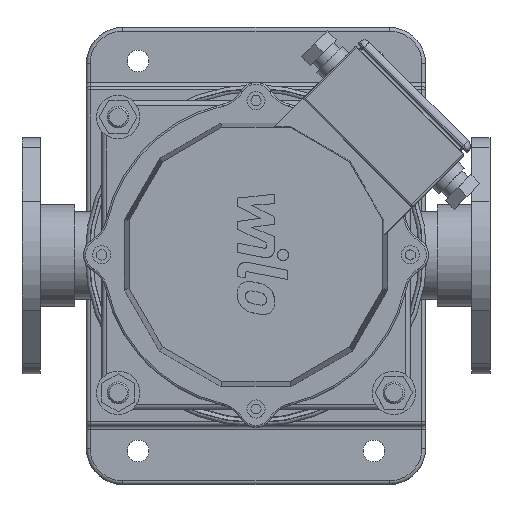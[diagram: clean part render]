
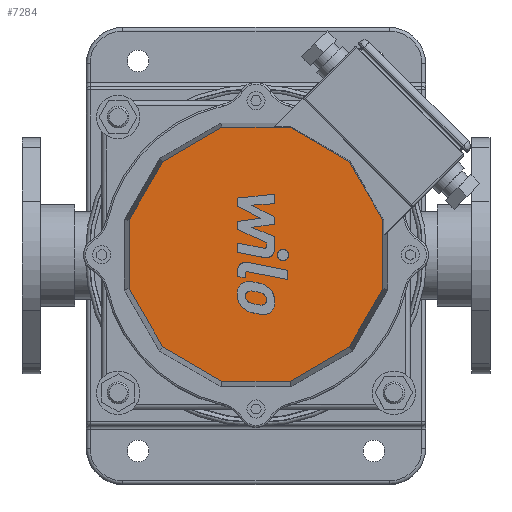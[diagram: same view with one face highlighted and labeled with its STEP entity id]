
A CAD part, top view. The second image highlights one B-rep face of the part: STEP entity #7284.
In plain terms, the highlighted planar face has unit normal (0, 0, 1).
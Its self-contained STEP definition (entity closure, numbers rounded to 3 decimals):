
#395=LINE('',#12444,#995);
#399=LINE('',#12451,#999);
#401=LINE('',#12455,#1001);
#471=LINE('',#13205,#1071);
#472=LINE('',#13207,#1072);
#473=LINE('',#13209,#1073);
#474=LINE('',#13211,#1074);
#475=LINE('',#13213,#1075);
#476=LINE('',#13214,#1076);
#477=LINE('',#13216,#1077);
#478=LINE('',#13218,#1078);
#479=LINE('',#13219,#1079);
#995=VECTOR('',#9348,10.);
#999=VECTOR('',#9354,10.);
#1001=VECTOR('',#9358,10.);
#1071=VECTOR('',#9796,10.);
#1072=VECTOR('',#9797,10.);
#1073=VECTOR('',#9798,10.);
#1074=VECTOR('',#9799,10.);
#1075=VECTOR('',#9800,10.);
#1076=VECTOR('',#9801,10.);
#1077=VECTOR('',#9802,10.);
#1078=VECTOR('',#9803,10.);
#1079=VECTOR('',#9804,10.);
#2002=FACE_OUTER_BOUND('',#2546,.T.);
#2546=EDGE_LOOP('',(#6164,#6165,#6166,#6167,#6168,#6169,#6170,#6171,#6172,
#6173,#6174,#6175));
#3410=VERTEX_POINT('',#12441);
#3411=VERTEX_POINT('',#12443);
#3413=VERTEX_POINT('',#12449);
#3414=VERTEX_POINT('',#12453);
#3545=VERTEX_POINT('',#13203);
#3546=VERTEX_POINT('',#13204);
#3547=VERTEX_POINT('',#13206);
#3548=VERTEX_POINT('',#13208);
#3549=VERTEX_POINT('',#13210);
#3550=VERTEX_POINT('',#13212);
#3551=VERTEX_POINT('',#13215);
#3552=VERTEX_POINT('',#13217);
#4257=EDGE_CURVE('',#3410,#3411,#395,.T.);
#4261=EDGE_CURVE('',#3413,#3410,#399,.T.);
#4263=EDGE_CURVE('',#3414,#3413,#401,.T.);
#4463=EDGE_CURVE('',#3545,#3546,#471,.T.);
#4464=EDGE_CURVE('',#3547,#3545,#472,.T.);
#4465=EDGE_CURVE('',#3548,#3547,#473,.T.);
#4466=EDGE_CURVE('',#3549,#3548,#474,.T.);
#4467=EDGE_CURVE('',#3550,#3549,#475,.T.);
#4468=EDGE_CURVE('',#3411,#3550,#476,.T.);
#4469=EDGE_CURVE('',#3551,#3414,#477,.T.);
#4470=EDGE_CURVE('',#3552,#3551,#478,.T.);
#4471=EDGE_CURVE('',#3546,#3552,#479,.T.);
#6164=ORIENTED_EDGE('',*,*,#4463,.F.);
#6165=ORIENTED_EDGE('',*,*,#4464,.F.);
#6166=ORIENTED_EDGE('',*,*,#4465,.F.);
#6167=ORIENTED_EDGE('',*,*,#4466,.F.);
#6168=ORIENTED_EDGE('',*,*,#4467,.F.);
#6169=ORIENTED_EDGE('',*,*,#4468,.F.);
#6170=ORIENTED_EDGE('',*,*,#4257,.F.);
#6171=ORIENTED_EDGE('',*,*,#4261,.F.);
#6172=ORIENTED_EDGE('',*,*,#4263,.F.);
#6173=ORIENTED_EDGE('',*,*,#4469,.F.);
#6174=ORIENTED_EDGE('',*,*,#4470,.F.);
#6175=ORIENTED_EDGE('',*,*,#4471,.F.);
#6853=PLANE('',#8032);
#7284=ADVANCED_FACE('',(#2002),#6853,.T.);
#8032=AXIS2_PLACEMENT_3D('',#13202,#9794,#9795);
#9348=DIRECTION('',(0.,-1.,0.));
#9354=DIRECTION('',(0.5,-0.866,0.));
#9358=DIRECTION('',(0.866,-0.5,0.));
#9794=DIRECTION('center_axis',(0.,0.,1.));
#9795=DIRECTION('ref_axis',(1.,0.,0.));
#9796=DIRECTION('',(0.,1.,0.));
#9797=DIRECTION('',(-0.5,0.866,0.));
#9798=DIRECTION('',(-0.866,0.5,0.));
#9799=DIRECTION('',(-1.,0.,0.));
#9800=DIRECTION('',(-0.866,-0.5,0.));
#9801=DIRECTION('',(-0.5,-0.866,0.));
#9802=DIRECTION('',(1.,0.,0.));
#9803=DIRECTION('',(0.866,0.5,0.));
#9804=DIRECTION('',(0.5,0.866,0.));
#12441=CARTESIAN_POINT('',(70.,18.756,545.));
#12443=CARTESIAN_POINT('',(70.,-18.756,545.));
#12444=CARTESIAN_POINT('',(70.,18.756,545.));
#12449=CARTESIAN_POINT('',(51.244,51.244,545.));
#12451=CARTESIAN_POINT('',(51.244,51.244,545.));
#12453=CARTESIAN_POINT('',(18.756,70.,545.));
#12455=CARTESIAN_POINT('',(18.756,70.,545.));
#13202=CARTESIAN_POINT('Origin',(0.,0.,
545.));
#13203=CARTESIAN_POINT('',(-70.,-18.756,545.));
#13204=CARTESIAN_POINT('',(-70.,18.756,545.));
#13205=CARTESIAN_POINT('',(-70.,-18.756,545.));
#13206=CARTESIAN_POINT('',(-51.244,-51.244,545.));
#13207=CARTESIAN_POINT('',(-51.244,-51.244,545.));
#13208=CARTESIAN_POINT('',(-18.756,-70.,545.));
#13209=CARTESIAN_POINT('',(-18.756,-70.,545.));
#13210=CARTESIAN_POINT('',(18.756,-70.,545.));
#13211=CARTESIAN_POINT('',(18.756,-70.,545.));
#13212=CARTESIAN_POINT('',(51.244,-51.244,545.));
#13213=CARTESIAN_POINT('',(51.244,-51.244,545.));
#13214=CARTESIAN_POINT('',(70.,-18.756,545.));
#13215=CARTESIAN_POINT('',(-18.756,70.,545.));
#13216=CARTESIAN_POINT('',(-18.756,70.,545.));
#13217=CARTESIAN_POINT('',(-51.244,51.244,545.));
#13218=CARTESIAN_POINT('',(-51.244,51.244,545.));
#13219=CARTESIAN_POINT('',(-70.,18.756,545.));
